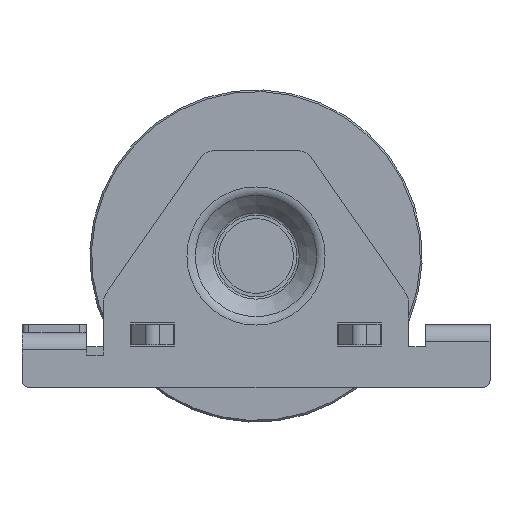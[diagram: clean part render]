
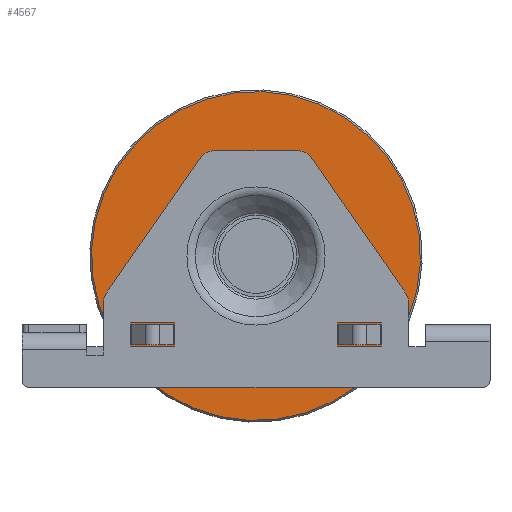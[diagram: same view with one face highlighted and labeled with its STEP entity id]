
A CAD part, front view. The second image highlights one B-rep face of the part: STEP entity #4567.
In plain terms, the highlighted planar face has unit normal (0, -1, 0).
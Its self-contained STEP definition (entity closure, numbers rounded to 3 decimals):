
#135=FACE_BOUND('',#539,.T.);
#189=PLANE('',#4842);
#308=FACE_OUTER_BOUND('',#538,.T.);
#538=EDGE_LOOP('',(#3045));
#539=EDGE_LOOP('',(#3046,#3047));
#1577=CIRCLE('',#4837,48.5);
#1581=CIRCLE('',#4843,26.);
#1582=CIRCLE('',#4844,26.);
#1865=VERTEX_POINT('',#6811);
#1869=VERTEX_POINT('',#6823);
#1870=VERTEX_POINT('',#6824);
#2348=EDGE_CURVE('',#1865,#1865,#1577,.T.);
#2353=EDGE_CURVE('',#1869,#1870,#1581,.T.);
#2354=EDGE_CURVE('',#1870,#1869,#1582,.T.);
#3045=ORIENTED_EDGE('',*,*,#2348,.F.);
#3046=ORIENTED_EDGE('',*,*,#2353,.T.);
#3047=ORIENTED_EDGE('',*,*,#2354,.T.);
#4567=ADVANCED_FACE('',(#308,#135),#189,.F.);
#4837=AXIS2_PLACEMENT_3D('',#6813,#5396,#5397);
#4842=AXIS2_PLACEMENT_3D('',#6822,#5407,#5408);
#4843=AXIS2_PLACEMENT_3D('',#6825,#5409,#5410);
#4844=AXIS2_PLACEMENT_3D('',#6826,#5411,#5412);
#5396=DIRECTION('center_axis',(0.,1.,0.));
#5397=DIRECTION('ref_axis',(0.675,0.,0.738));
#5407=DIRECTION('center_axis',(0.,1.,0.));
#5408=DIRECTION('ref_axis',(0.675,0.,0.738));
#5409=DIRECTION('center_axis',(0.,1.,0.));
#5410=DIRECTION('ref_axis',(0.738,0.,-0.675));
#5411=DIRECTION('center_axis',(0.,1.,0.));
#5412=DIRECTION('ref_axis',(0.738,0.,-0.675));
#6811=CARTESIAN_POINT('',(-32.74,-12.5,-35.782));
#6813=CARTESIAN_POINT('Origin',(0.,-12.5,0.));
#6822=CARTESIAN_POINT('Origin',(0.,-12.5,0.));
#6823=CARTESIAN_POINT('',(19.182,-12.5,-17.551));
#6824=CARTESIAN_POINT('',(-19.182,-12.5,17.551));
#6825=CARTESIAN_POINT('Origin',(0.,-12.5,0.));
#6826=CARTESIAN_POINT('Origin',(0.,-12.5,0.));
